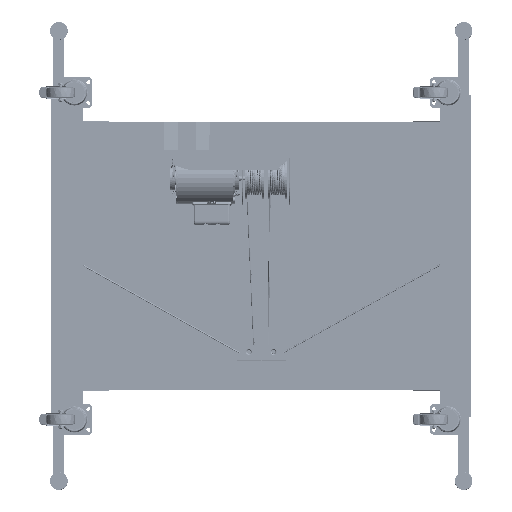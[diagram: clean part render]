
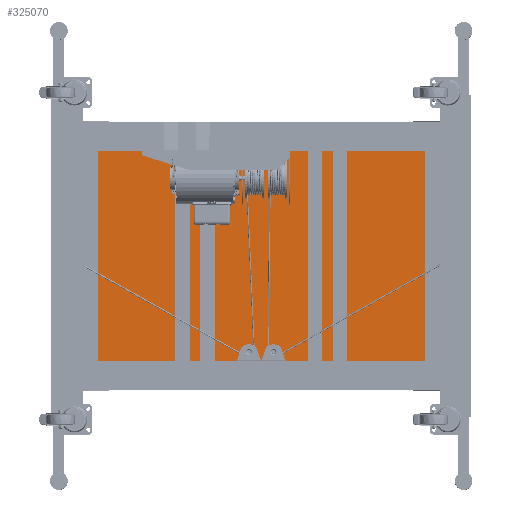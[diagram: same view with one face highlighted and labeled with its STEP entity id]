
A CAD part, front view. The second image highlights one B-rep face of the part: STEP entity #325070.
In plain terms, the highlighted planar face has unit normal (0, -1, 0).
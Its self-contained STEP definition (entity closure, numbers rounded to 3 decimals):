
#325070 = ADVANCED_FACE('',(#325071),#325105,.F.);
#325071 = FACE_BOUND('',#325072,.T.);
#325072 = EDGE_LOOP('',(#325073,#325083,#325091,#325099));
#325073 = ORIENTED_EDGE('',*,*,#325074,.F.);
#325074 = EDGE_CURVE('',#325075,#325077,#325079,.T.);
#325075 = VERTEX_POINT('',#325076);
#325076 = CARTESIAN_POINT('',(500.,-1.358,-375.));
#325077 = VERTEX_POINT('',#325078);
#325078 = CARTESIAN_POINT('',(-500.,-1.358,-375.));
#325079 = LINE('',#325080,#325081);
#325080 = CARTESIAN_POINT('',(-250.,-1.358,-375.));
#325081 = VECTOR('',#325082,1.);
#325082 = DIRECTION('',(-1.,0.,0.));
#325083 = ORIENTED_EDGE('',*,*,#325084,.F.);
#325084 = EDGE_CURVE('',#325085,#325075,#325087,.T.);
#325085 = VERTEX_POINT('',#325086);
#325086 = CARTESIAN_POINT('',(500.,-1.358,375.));
#325087 = LINE('',#325088,#325089);
#325088 = CARTESIAN_POINT('',(500.,-1.358,-187.5));
#325089 = VECTOR('',#325090,1.);
#325090 = DIRECTION('',(0.,0.,-1.));
#325091 = ORIENTED_EDGE('',*,*,#325092,.F.);
#325092 = EDGE_CURVE('',#325093,#325085,#325095,.T.);
#325093 = VERTEX_POINT('',#325094);
#325094 = CARTESIAN_POINT('',(-500.,-1.358,375.));
#325095 = LINE('',#325096,#325097);
#325096 = CARTESIAN_POINT('',(250.,-1.358,375.));
#325097 = VECTOR('',#325098,1.);
#325098 = DIRECTION('',(1.,0.,0.));
#325099 = ORIENTED_EDGE('',*,*,#325100,.F.);
#325100 = EDGE_CURVE('',#325077,#325093,#325101,.T.);
#325101 = LINE('',#325102,#325103);
#325102 = CARTESIAN_POINT('',(-500.,-1.358,187.5));
#325103 = VECTOR('',#325104,1.);
#325104 = DIRECTION('',(0.,0.,1.));
#325105 = PLANE('',#325106);
#325106 = AXIS2_PLACEMENT_3D('',#325107,#325108,#325109);
#325107 = CARTESIAN_POINT('',(0.,-1.358,
    0.));
#325108 = DIRECTION('',(0.,1.,0.));
#325109 = DIRECTION('',(0.,0.,1.));
